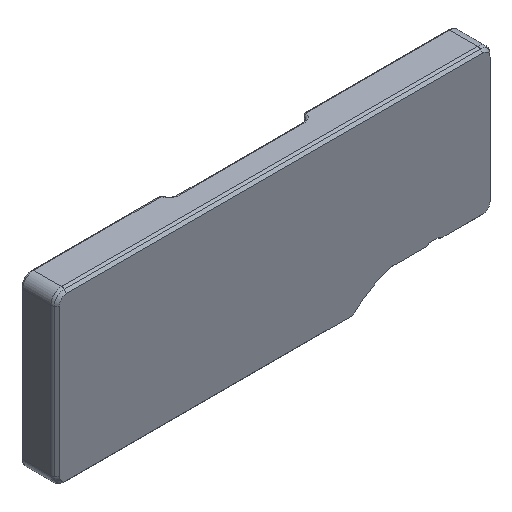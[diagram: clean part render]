
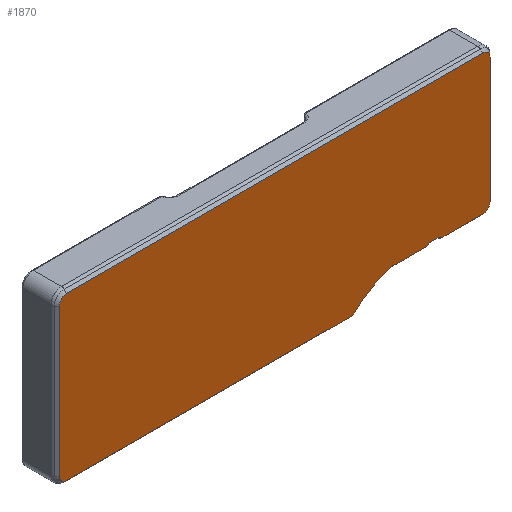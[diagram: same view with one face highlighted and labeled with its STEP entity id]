
A CAD part, isometric view. The second image highlights one B-rep face of the part: STEP entity #1870.
In plain terms, the highlighted planar face has unit normal (0, -1, 0).
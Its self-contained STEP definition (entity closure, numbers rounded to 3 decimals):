
#41=B_SPLINE_CURVE_WITH_KNOTS('',3,(#3463,#3464,#3465,#3466,#3467,#3468,
#3469,#3470,#3471),.UNSPECIFIED.,.F.,.F.,(4,1,1,1,1,1,4),(-0.871,
-0.723,-0.674,-0.575,-0.476,
-0.278,-0.179),.UNSPECIFIED.);
#130=LINE('',#2963,#258);
#177=LINE('',#3379,#305);
#179=LINE('',#3390,#307);
#182=LINE('',#3398,#310);
#185=LINE('',#3406,#313);
#188=LINE('',#3414,#316);
#191=LINE('',#3422,#319);
#258=VECTOR('',#2361,10.);
#305=VECTOR('',#2604,10.);
#307=VECTOR('',#2608,10.);
#310=VECTOR('',#2617,10.);
#313=VECTOR('',#2626,10.);
#316=VECTOR('',#2635,10.);
#319=VECTOR('',#2644,10.);
#389=PLANE('',#2127);
#503=FACE_OUTER_BOUND('',#629,.T.);
#629=EDGE_LOOP('',(#1676,#1677,#1678,#1679,#1680,#1681,#1682,#1683,#1684,
#1685,#1686,#1687,#1688,#1689,#1690));
#707=CIRCLE('',#1987,3.);
#708=CIRCLE('',#1990,3.);
#767=CIRCLE('',#2093,4.17);
#768=CIRCLE('',#2096,4.17);
#769=CIRCLE('',#2099,4.17);
#770=CIRCLE('',#2102,4.17);
#771=CIRCLE('',#2105,4.17);
#838=VERTEX_POINT('',#2935);
#839=VERTEX_POINT('',#2937);
#844=VERTEX_POINT('',#2957);
#845=VERTEX_POINT('',#2959);
#910=VERTEX_POINT('',#3378);
#911=VERTEX_POINT('',#3388);
#912=VERTEX_POINT('',#3392);
#913=VERTEX_POINT('',#3396);
#914=VERTEX_POINT('',#3400);
#915=VERTEX_POINT('',#3404);
#916=VERTEX_POINT('',#3408);
#917=VERTEX_POINT('',#3412);
#918=VERTEX_POINT('',#3416);
#919=VERTEX_POINT('',#3420);
#920=VERTEX_POINT('',#3424);
#1024=EDGE_CURVE('',#839,#838,#707,.F.);
#1033=EDGE_CURVE('',#844,#845,#708,.T.);
#1035=EDGE_CURVE('',#844,#839,#130,.T.);
#1146=EDGE_CURVE('',#845,#910,#177,.F.);
#1149=EDGE_CURVE('',#838,#911,#179,.T.);
#1151=EDGE_CURVE('',#912,#911,#767,.T.);
#1153=EDGE_CURVE('',#913,#912,#182,.T.);
#1155=EDGE_CURVE('',#914,#913,#768,.T.);
#1157=EDGE_CURVE('',#915,#914,#185,.T.);
#1159=EDGE_CURVE('',#916,#915,#769,.T.);
#1161=EDGE_CURVE('',#917,#916,#188,.T.);
#1163=EDGE_CURVE('',#918,#917,#770,.T.);
#1165=EDGE_CURVE('',#919,#918,#191,.T.);
#1167=EDGE_CURVE('',#920,#919,#771,.T.);
#1168=EDGE_CURVE('',#910,#920,#41,.T.);
#1676=ORIENTED_EDGE('',*,*,#1146,.F.);
#1677=ORIENTED_EDGE('',*,*,#1033,.F.);
#1678=ORIENTED_EDGE('',*,*,#1035,.T.);
#1679=ORIENTED_EDGE('',*,*,#1024,.T.);
#1680=ORIENTED_EDGE('',*,*,#1149,.T.);
#1681=ORIENTED_EDGE('',*,*,#1151,.F.);
#1682=ORIENTED_EDGE('',*,*,#1153,.F.);
#1683=ORIENTED_EDGE('',*,*,#1155,.F.);
#1684=ORIENTED_EDGE('',*,*,#1157,.F.);
#1685=ORIENTED_EDGE('',*,*,#1159,.F.);
#1686=ORIENTED_EDGE('',*,*,#1161,.F.);
#1687=ORIENTED_EDGE('',*,*,#1163,.F.);
#1688=ORIENTED_EDGE('',*,*,#1165,.F.);
#1689=ORIENTED_EDGE('',*,*,#1167,.F.);
#1690=ORIENTED_EDGE('',*,*,#1168,.F.);
#1870=ADVANCED_FACE('',(#503),#389,.F.);
#1987=AXIS2_PLACEMENT_3D('',#2938,#2342,#2343);
#1990=AXIS2_PLACEMENT_3D('',#2960,#2355,#2356);
#2093=AXIS2_PLACEMENT_3D('',#3394,#2612,#2613);
#2096=AXIS2_PLACEMENT_3D('',#3402,#2621,#2622);
#2099=AXIS2_PLACEMENT_3D('',#3410,#2630,#2631);
#2102=AXIS2_PLACEMENT_3D('',#3418,#2639,#2640);
#2105=AXIS2_PLACEMENT_3D('',#3426,#2648,#2649);
#2127=AXIS2_PLACEMENT_3D('',#3545,#2720,#2721);
#2342=DIRECTION('center_axis',(0.,-1.,0.));
#2343=DIRECTION('ref_axis',(0.707,0.,0.707));
#2355=DIRECTION('center_axis',(0.,-1.,0.));
#2356=DIRECTION('ref_axis',(-0.707,0.,0.707));
#2361=DIRECTION('',(1.,0.,0.));
#2604=DIRECTION('',(1.,0.,0.));
#2608=DIRECTION('',(1.,0.,0.));
#2612=DIRECTION('center_axis',(0.,1.,0.));
#2613=DIRECTION('ref_axis',(1.,0.,0.));
#2617=DIRECTION('',(0.,0.,-1.));
#2621=DIRECTION('center_axis',(0.,1.,0.));
#2622=DIRECTION('ref_axis',(0.,0.,1.));
#2626=DIRECTION('',(1.,0.,0.));
#2630=DIRECTION('center_axis',(0.,1.,0.));
#2631=DIRECTION('ref_axis',(-1.,0.,0.));
#2635=DIRECTION('',(0.,0.,1.));
#2639=DIRECTION('center_axis',(0.,1.,0.));
#2640=DIRECTION('ref_axis',(-1.,0.,0.));
#2644=DIRECTION('',(-1.,0.,0.));
#2648=DIRECTION('center_axis',(0.,1.,0.));
#2649=DIRECTION('ref_axis',(0.,0.,-1.));
#2720=DIRECTION('center_axis',(0.,1.,0.));
#2721=DIRECTION('ref_axis',(1.,0.,0.));
#2935=CARTESIAN_POINT('',(95.75,0.,-39.875));
#2937=CARTESIAN_POINT('',(93.514,0.,-38.875));
#2938=CARTESIAN_POINT('Origin',(93.514,0.,
-41.875));
#2957=CARTESIAN_POINT('',(89.774,0.,-38.875));
#2959=CARTESIAN_POINT('',(87.538,0.,-39.875));
#2960=CARTESIAN_POINT('Origin',(89.774,0.,-41.875));
#2963=CARTESIAN_POINT('',(45.822,0.,-38.875));
#3378=CARTESIAN_POINT('',(67.703,0.,-39.875));
#3379=CARTESIAN_POINT('',(29.77,0.,-39.875));
#3388=CARTESIAN_POINT('',(119.08,0.,-39.875));
#3390=CARTESIAN_POINT('',(29.77,0.,-39.875));
#3392=CARTESIAN_POINT('',(123.25,0.,-35.705));
#3394=CARTESIAN_POINT('Origin',(119.08,0.,-35.705));
#3396=CARTESIAN_POINT('',(123.25,0.,35.705));
#3398=CARTESIAN_POINT('',(123.25,0.,17.853));
#3400=CARTESIAN_POINT('',(119.08,0.,39.875));
#3402=CARTESIAN_POINT('Origin',(119.08,0.,35.705));
#3404=CARTESIAN_POINT('',(-119.08,0.,39.875));
#3406=CARTESIAN_POINT('',(-59.54,0.,39.875));
#3408=CARTESIAN_POINT('',(-123.25,0.,35.705));
#3410=CARTESIAN_POINT('Origin',(-119.08,0.,35.705));
#3412=CARTESIAN_POINT('',(-123.25,0.,-48.705));
#3414=CARTESIAN_POINT('',(-123.25,0.,-17.853));
#3416=CARTESIAN_POINT('',(-119.08,0.,-52.875));
#3418=CARTESIAN_POINT('Origin',(-119.08,0.,-48.705));
#3420=CARTESIAN_POINT('',(43.143,0.,-52.875));
#3422=CARTESIAN_POINT('',(21.571,0.,-52.875));
#3424=CARTESIAN_POINT('',(46.075,0.,-51.67));
#3426=CARTESIAN_POINT('Origin',(43.143,0.,-48.705));
#3463=CARTESIAN_POINT('Ctrl Pts',(67.703,0.,-39.875));
#3464=CARTESIAN_POINT('Ctrl Pts',(66.194,0.,-40.062));
#3465=CARTESIAN_POINT('Ctrl Pts',(64.069,0.,-40.602));
#3466=CARTESIAN_POINT('Ctrl Pts',(60.668,0.,-41.95));
#3467=CARTESIAN_POINT('Ctrl Pts',(57.73,0.,-43.382));
#3468=CARTESIAN_POINT('Ctrl Pts',(52.915,0.,-46.242));
#3469=CARTESIAN_POINT('Ctrl Pts',(48.602,0.,-49.385));
#3470=CARTESIAN_POINT('Ctrl Pts',(46.619,0.,-51.132));
#3471=CARTESIAN_POINT('Ctrl Pts',(46.075,0.,-51.67));
#3545=CARTESIAN_POINT('Origin',(0.,0.,0.));
